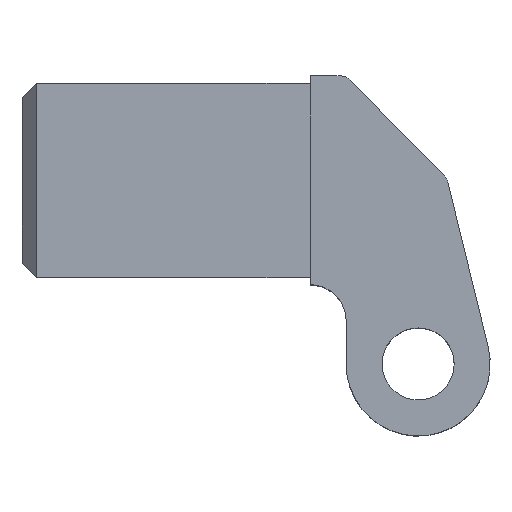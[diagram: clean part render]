
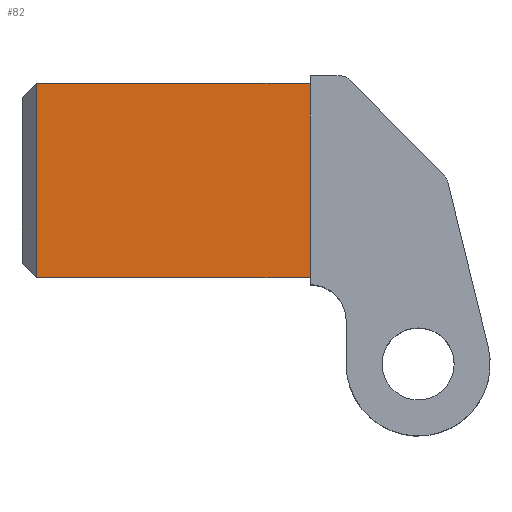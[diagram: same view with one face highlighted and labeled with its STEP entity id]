
A CAD part, top view. The second image highlights one B-rep face of the part: STEP entity #82.
In plain terms, the highlighted planar face has unit normal (0, 0, 1).
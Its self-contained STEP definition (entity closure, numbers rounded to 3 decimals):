
#82=ADVANCED_FACE('',(#182),#183,.T.);
#182=FACE_OUTER_BOUND('',#301,.T.);
#183=PLANE('',#302);
#301=EDGE_LOOP('',(#480,#481,#482,#483));
#302=AXIS2_PLACEMENT_3D('',#484,#485,#486);
#480=ORIENTED_EDGE('',*,*,#734,.T.);
#481=ORIENTED_EDGE('',*,*,#714,.T.);
#482=ORIENTED_EDGE('',*,*,#707,.T.);
#483=ORIENTED_EDGE('',*,*,#735,.F.);
#484=CARTESIAN_POINT('',(20.0,28.0,28.5));
#485=DIRECTION('',(0.,0.,1.0));
#486=DIRECTION('',(-1.0,0.,0.));
#707=EDGE_CURVE('',#800,#846,#847,.T.);
#714=EDGE_CURVE('',#811,#800,#857,.T.);
#734=EDGE_CURVE('',#885,#811,#886,.T.);
#735=EDGE_CURVE('',#885,#846,#887,.T.);
#800=VERTEX_POINT('',#975);
#811=VERTEX_POINT('',#991);
#846=VERTEX_POINT('',#1039);
#847=LINE('',#1040,#1041);
#857=LINE('',#1053,#1054);
#885=VERTEX_POINT('',#1093);
#886=LINE('',#1094,#1095);
#887=LINE('',#1096,#1097);
#975=CARTESIAN_POINT('',(2.0,1.0,28.5));
#991=CARTESIAN_POINT('',(2.0,28.0,28.5));
#1039=CARTESIAN_POINT('',(40.0,1.0,28.5));
#1040=CARTESIAN_POINT('',(20.0,1.0,28.5));
#1041=VECTOR('',#1237,1.0);
#1053=CARTESIAN_POINT('',(2.0,28.0,28.5));
#1054=VECTOR('',#1246,1.0);
#1093=CARTESIAN_POINT('',(40.0,28.0,28.5));
#1094=CARTESIAN_POINT('',(20.0,28.0,28.5));
#1095=VECTOR('',#1267,1.0);
#1096=CARTESIAN_POINT('',(40.0,28.0,28.5));
#1097=VECTOR('',#1268,1.0);
#1237=DIRECTION('',(1.0,0.,0.));
#1246=DIRECTION('',(0.,-1.0,0.));
#1267=DIRECTION('',(-1.0,0.,0.));
#1268=DIRECTION('',(0.,-1.0,0.0));
